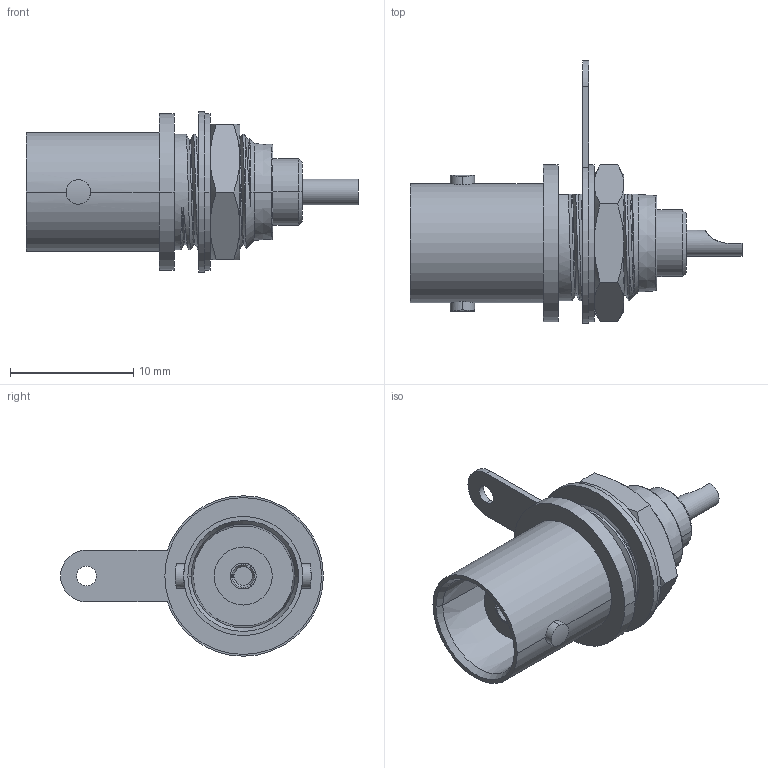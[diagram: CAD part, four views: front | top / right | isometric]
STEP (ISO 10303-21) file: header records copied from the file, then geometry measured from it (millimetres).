
FILE_DESCRIPTION((''),'2;1');
FILE_NAME('ASM0001_SW0001','2017-12-07T',('KARTHIK R'),(''),'CREO PARAMETRIC BY PTC INC, 2017020','CREO PARAMETRIC BY PTC INC, 2017020','');
FILE_SCHEMA(('CONFIG_CONTROL_DESIGN'));
Length unit declared in the file: inch
Products named in the file (1): ASM0001_SW0001
Bounding box: 26.9 x 21.3 x 13 mm (x, y, z)
Volume: 1246.4 mm3; surface area: 1764.9 mm2
Topology: 1 solids, 1 shells, 264 faces, 815 edges, 540 vertices
Faces by surface type: bspline 104, plane 76, cylinder 53, cone 28, torus 2, extrusion 1
Entity records: 15322 total; most frequent: CARTESIAN_POINT 8771, ORIENTED_EDGE 1630, DIRECTION 953, EDGE_CURVE 815, VERTEX_POINT 540, B_SPLINE_CURVE_WITH_KNOTS 337, VECTOR 325, LINE 324
